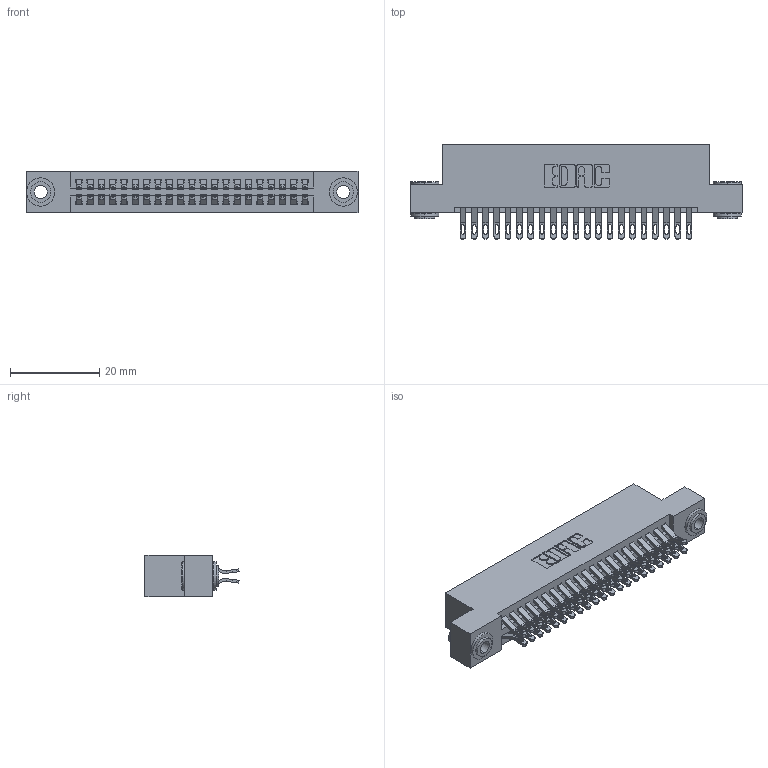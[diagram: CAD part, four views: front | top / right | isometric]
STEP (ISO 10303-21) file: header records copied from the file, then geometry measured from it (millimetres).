
FILE_DESCRIPTION (( 'STEP AP203' ), '1' );
FILE_NAME ('345-042-555-203.STEP', '2019-10-28T20:46:25', ( '' ), ( '' ), 'SwSTEP 2.0', 'SolidWorks 2016', '' );
FILE_SCHEMA (( 'CONFIG_CONTROL_DESIGN' ));
Length unit declared in the file: inch
Products named in the file (4): 345-250-002_345-250-002-102; 345-042-555-203; 345-292-001_555 Tail; 345 Part_Flush Mounting Lugs - 0.156 Dia-TH
Assembly tree (45 placements, depth 2):
  345-042-555-203
    345 Part_Flush Mounting Lugs - 0.156 Dia-TH
    345-292-001_555 Tail  x42
    345-250-002_345-250-002-102  x2
Bounding box: 74.55 x 21.13 x 9.4 mm (x, y, z)
Volume: 7188.1 mm3; surface area: 10847 mm2
Topology: 45 solids, 45 shells, 2516 faces, 7851 edges, 5230 vertices
Faces by surface type: plane 1392, cylinder 1116, cone 8
Entity records: 20280 total; most frequent: CARTESIAN_POINT 3429, ORIENTED_EDGE 3326, DIRECTION 3049, EDGE_CURVE 1663, LINE 1403, VECTOR 1403, VERTEX_POINT 1106, AXIS2_PLACEMENT_3D 823
